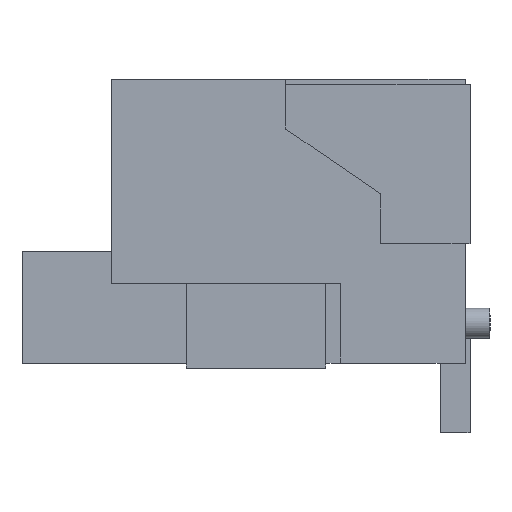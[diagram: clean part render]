
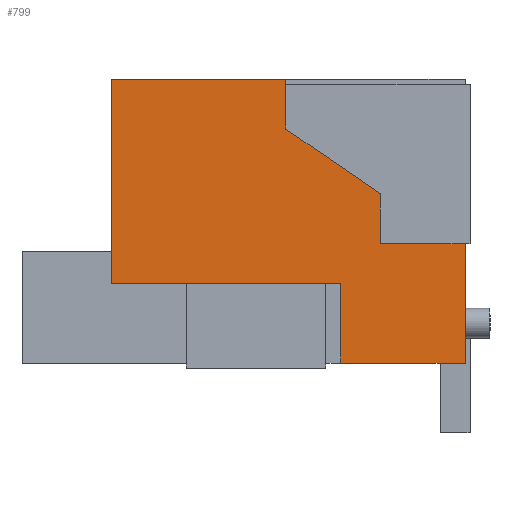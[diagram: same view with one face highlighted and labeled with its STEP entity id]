
A CAD part, left-side view. The second image highlights one B-rep face of the part: STEP entity #799.
In plain terms, the highlighted planar face has unit normal (-1, 0, 0).
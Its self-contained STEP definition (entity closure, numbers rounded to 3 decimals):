
#1 = CARTESIAN_POINT ( 'NONE',  ( -6., 1.8, 0.55 ) ) ;
#4 = DIRECTION ( 'NONE',  ( 0., 0., -1. ) ) ;
#58 = VECTOR ( 'NONE', #2780, 1000. ) ;
#112 = EDGE_CURVE ( 'NONE', #1574, #2577, #3990, .T. ) ;
#131 = EDGE_CURVE ( 'NONE', #3210, #2697, #3623, .T. ) ;
#153 = CARTESIAN_POINT ( 'NONE',  ( -6., 0.1, -0.45 ) ) ;
#172 = VECTOR ( 'NONE', #1741, 1000. ) ;
#195 = VECTOR ( 'NONE', #4, 1000. ) ;
#332 = EDGE_CURVE ( 'NONE', #1504, #3210, #2262, .T. ) ;
#478 = CARTESIAN_POINT ( 'NONE',  ( -6., 3.7, 2.85 ) ) ;
#622 = EDGE_CURVE ( 'NONE', #2577, #813, #3733, .T. ) ;
#624 = CARTESIAN_POINT ( 'NONE',  ( -6., 7.2, 2.85 ) ) ;
#648 = EDGE_CURVE ( 'NONE', #813, #1504, #3714, .T. ) ;
#682 = CARTESIAN_POINT ( 'NONE',  ( -6., 3.7, -2.85 ) ) ;
#722 = CARTESIAN_POINT ( 'NONE',  ( -6., 1.8, 0.55 ) ) ;
#799 = ADVANCED_FACE ( 'NONE', ( #2603 ), #1689, .T. ) ;
#813 = VERTEX_POINT ( 'NONE', #1946 ) ;
#829 = CARTESIAN_POINT ( 'NONE',  ( -6., 2.6, -1.25 ) ) ;
#858 = CARTESIAN_POINT ( 'NONE',  ( -6., 0.1, -1.25 ) ) ;
#972 = VERTEX_POINT ( 'NONE', #829 ) ;
#979 = EDGE_CURVE ( 'NONE', #2779, #3950, #2594, .T. ) ;
#1107 = CARTESIAN_POINT ( 'NONE',  ( -6., 0.1, -2.85 ) ) ;
#1131 = CARTESIAN_POINT ( 'NONE',  ( -6., 0.1, -2.85 ) ) ;
#1158 = VECTOR ( 'NONE', #3575, 1000. ) ;
#1186 = CARTESIAN_POINT ( 'NONE',  ( -6., 2.6, -2.85 ) ) ;
#1197 = DIRECTION ( 'NONE',  ( 0., 0., 1. ) ) ;
#1222 = VERTEX_POINT ( 'NONE', #2704 ) ;
#1237 = CARTESIAN_POINT ( 'NONE',  ( -6., 1.8, -2.85 ) ) ;
#1372 = CARTESIAN_POINT ( 'NONE',  ( -6., 0.1, 2.85 ) ) ;
#1378 = DIRECTION ( 'NONE',  ( 0., 1., 0. ) ) ;
#1504 = VERTEX_POINT ( 'NONE', #478 ) ;
#1542 = VECTOR ( 'NONE', #2361, 1000. ) ;
#1574 = VERTEX_POINT ( 'NONE', #2314 ) ;
#1648 = CARTESIAN_POINT ( 'NONE',  ( -6., 0.1, -2.85 ) ) ;
#1683 = LINE ( 'NONE', #153, #3237 ) ;
#1689 = PLANE ( 'NONE',  #2435 ) ;
#1741 = DIRECTION ( 'NONE',  ( 0., -1., 0. ) ) ;
#1742 = ORIENTED_EDGE ( 'NONE', *, *, #3482, .T. ) ;
#1838 = ORIENTED_EDGE ( 'NONE', *, *, #131, .T. ) ;
#1946 = CARTESIAN_POINT ( 'NONE',  ( -6., 3.7, 1.85 ) ) ;
#2030 = DIRECTION ( 'NONE',  ( 0., 0., 1. ) ) ;
#2140 = DIRECTION ( 'NONE',  ( 0., 0., -1. ) ) ;
#2262 = LINE ( 'NONE', #1372, #1158 ) ;
#2313 = VECTOR ( 'NONE', #2467, 1000. ) ;
#2314 = CARTESIAN_POINT ( 'NONE',  ( -6., 1.8, -0.45 ) ) ;
#2361 = DIRECTION ( 'NONE',  ( 0., -1., 0. ) ) ;
#2435 = AXIS2_PLACEMENT_3D ( 'NONE', #1648, #2956, #2030 ) ;
#2467 = DIRECTION ( 'NONE',  ( 0., 0., 1. ) ) ;
#2494 = VECTOR ( 'NONE', #2574, 1000. ) ;
#2553 = ORIENTED_EDGE ( 'NONE', *, *, #112, .T. ) ;
#2574 = DIRECTION ( 'NONE',  ( 0., 0., 1. ) ) ;
#2577 = VERTEX_POINT ( 'NONE', #722 ) ;
#2594 = LINE ( 'NONE', #3845, #2494 ) ;
#2603 = FACE_OUTER_BOUND ( 'NONE', #3828, .T. ) ;
#2636 = ORIENTED_EDGE ( 'NONE', *, *, #2932, .T. ) ;
#2697 = VERTEX_POINT ( 'NONE', #3633 ) ;
#2704 = CARTESIAN_POINT ( 'NONE',  ( -6., 2.6, -2.85 ) ) ;
#2715 = VECTOR ( 'NONE', #1197, 1000. ) ;
#2720 = ORIENTED_EDGE ( 'NONE', *, *, #979, .T. ) ;
#2779 = VERTEX_POINT ( 'NONE', #1107 ) ;
#2780 = DIRECTION ( 'NONE',  ( 0., 0.825, 0.565 ) ) ;
#2844 = CARTESIAN_POINT ( 'NONE',  ( -6., 0.1, -0.45 ) ) ;
#2932 = EDGE_CURVE ( 'NONE', #972, #1222, #3093, .T. ) ;
#2947 = ORIENTED_EDGE ( 'NONE', *, *, #3908, .T. ) ;
#2956 = DIRECTION ( 'NONE',  ( -1., 0., 0. ) ) ;
#3007 = ORIENTED_EDGE ( 'NONE', *, *, #648, .T. ) ;
#3028 = LINE ( 'NONE', #858, #172 ) ;
#3093 = LINE ( 'NONE', #1186, #3966 ) ;
#3106 = EDGE_CURVE ( 'NONE', #3950, #1574, #1683, .T. ) ;
#3142 = ORIENTED_EDGE ( 'NONE', *, *, #3106, .T. ) ;
#3210 = VERTEX_POINT ( 'NONE', #624 ) ;
#3237 = VECTOR ( 'NONE', #1378, 1000. ) ;
#3369 = CARTESIAN_POINT ( 'NONE',  ( -6., 7.2, -2.85 ) ) ;
#3469 = ORIENTED_EDGE ( 'NONE', *, *, #332, .T. ) ;
#3480 = ORIENTED_EDGE ( 'NONE', *, *, #622, .T. ) ;
#3482 = EDGE_CURVE ( 'NONE', #2697, #972, #3028, .T. ) ;
#3575 = DIRECTION ( 'NONE',  ( 0., 1., 0. ) ) ;
#3623 = LINE ( 'NONE', #3369, #195 ) ;
#3633 = CARTESIAN_POINT ( 'NONE',  ( -6., 7.2, -1.25 ) ) ;
#3714 = LINE ( 'NONE', #682, #2313 ) ;
#3733 = LINE ( 'NONE', #1, #58 ) ;
#3828 = EDGE_LOOP ( 'NONE', ( #2636, #2947, #2720, #3142, #2553, #3480, #3007, #3469, #1838, #1742 ) ) ;
#3845 = CARTESIAN_POINT ( 'NONE',  ( -6., 0.1, 2.85 ) ) ;
#3908 = EDGE_CURVE ( 'NONE', #1222, #2779, #3919, .T. ) ;
#3919 = LINE ( 'NONE', #1131, #1542 ) ;
#3950 = VERTEX_POINT ( 'NONE', #2844 ) ;
#3966 = VECTOR ( 'NONE', #2140, 1000. ) ;
#3990 = LINE ( 'NONE', #1237, #2715 ) ;
